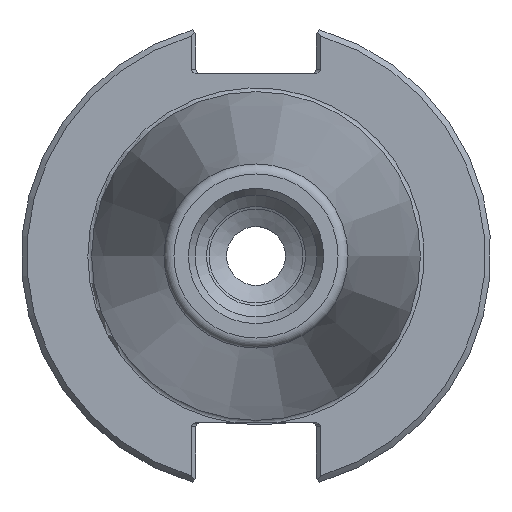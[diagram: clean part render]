
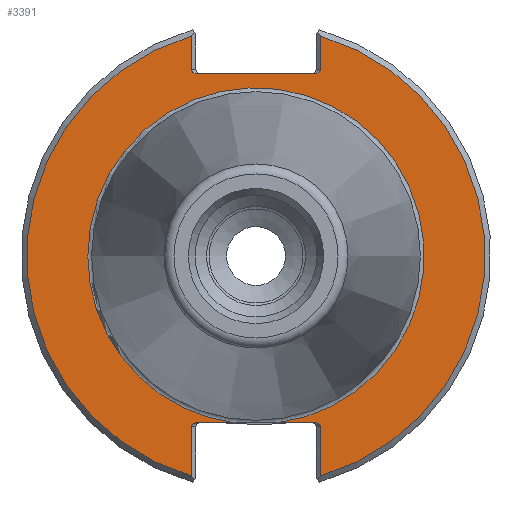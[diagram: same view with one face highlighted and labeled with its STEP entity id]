
A CAD part, left-side view. The second image highlights one B-rep face of the part: STEP entity #3391.
In plain terms, the highlighted planar face has unit normal (-1, 0, 0).
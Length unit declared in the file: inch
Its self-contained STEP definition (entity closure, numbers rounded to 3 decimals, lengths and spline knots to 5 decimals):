
#2449=CARTESIAN_POINT('',(0.125,0.345,0.992));
#2450=VERTEX_POINT('',#2449);
#2457=CARTESIAN_POINT('',(0.125,0.31672,0.972));
#2458=VERTEX_POINT('',#2457);
#2459=CARTESIAN_POINT('',(0.125,0.31672,0.992));
#2460=DIRECTION('',(-1.0,0.0,0.0));
#2461=DIRECTION('',(0.0,1.0,0.0));
#2462=AXIS2_PLACEMENT_3D('',#2459,#2460,#2461);
#2463=ELLIPSE('',#2462,0.02828,0.02);
#2464=EDGE_CURVE('',#2450,#2458,#2463,.T.);
#2549=CARTESIAN_POINT('',(0.125,0.345,1.1702));
#2550=VERTEX_POINT('',#2549);
#2557=CARTESIAN_POINT('',(0.125,0.345,1.1702));
#2558=DIRECTION('',(0.0,0.0,-1.0));
#2559=VECTOR('',#2558,0.1782);
#2560=LINE('',#2557,#2559);
#2561=EDGE_CURVE('',#2550,#2450,#2560,.T.);
#2661=CARTESIAN_POINT('',(0.125,-0.31672,0.972));
#2662=VERTEX_POINT('',#2661);
#2669=CARTESIAN_POINT('',(0.125,-0.345,0.992));
#2670=VERTEX_POINT('',#2669);
#2671=CARTESIAN_POINT('',(0.125,-0.31672,0.992));
#2672=DIRECTION('',(-1.0,0.0,0.0));
#2673=DIRECTION('',(0.0,-1.0,0.0));
#2674=AXIS2_PLACEMENT_3D('',#2671,#2672,#2673);
#2675=ELLIPSE('',#2674,0.02828,0.02);
#2676=EDGE_CURVE('',#2662,#2670,#2675,.T.);
#2726=CARTESIAN_POINT('',(0.125,-0.345,1.1702));
#2727=VERTEX_POINT('',#2726);
#2728=CARTESIAN_POINT('',(0.125,-0.345,0.992));
#2729=DIRECTION('',(0.0,0.0,1.0));
#2730=VECTOR('',#2729,0.1782);
#2731=LINE('',#2728,#2730);
#2732=EDGE_CURVE('',#2670,#2727,#2731,.T.);
#2750=CARTESIAN_POINT('',(0.125,-0.345,-0.908));
#2751=VERTEX_POINT('',#2750);
#2752=CARTESIAN_POINT('',(0.125,-0.31672,-0.888));
#2753=VERTEX_POINT('',#2752);
#2754=CARTESIAN_POINT('',(0.125,-0.31672,-0.908));
#2755=DIRECTION('',(-1.0,0.0,0.0));
#2756=DIRECTION('',(0.0,-1.0,0.0));
#2757=AXIS2_PLACEMENT_3D('',#2754,#2755,#2756);
#2758=ELLIPSE('',#2757,0.02828,0.02);
#2759=EDGE_CURVE('',#2751,#2753,#2758,.T.);
#2857=CARTESIAN_POINT('',(0.125,-0.345,-1.1702));
#2858=VERTEX_POINT('',#2857);
#2865=CARTESIAN_POINT('',(0.125,-0.345,-1.1702));
#2866=DIRECTION('',(0.0,0.0,1.0));
#2867=VECTOR('',#2866,0.2622);
#2868=LINE('',#2865,#2867);
#2869=EDGE_CURVE('',#2858,#2751,#2868,.T.);
#2969=CARTESIAN_POINT('',(0.125,0.31672,-0.888));
#2970=VERTEX_POINT('',#2969);
#2977=CARTESIAN_POINT('',(0.125,0.345,-0.908));
#2978=VERTEX_POINT('',#2977);
#2979=CARTESIAN_POINT('',(0.125,0.31672,-0.908));
#2980=DIRECTION('',(-1.0,0.0,0.0));
#2981=DIRECTION('',(0.0,1.0,0.0));
#2982=AXIS2_PLACEMENT_3D('',#2979,#2980,#2981);
#2983=ELLIPSE('',#2982,0.02828,0.02);
#2984=EDGE_CURVE('',#2970,#2978,#2983,.T.);
#3034=CARTESIAN_POINT('',(0.125,0.345,-1.1702));
#3035=VERTEX_POINT('',#3034);
#3036=CARTESIAN_POINT('',(0.125,0.345,-0.908));
#3037=DIRECTION('',(0.0,0.0,-1.0));
#3038=VECTOR('',#3037,0.2622);
#3039=LINE('',#3036,#3038);
#3040=EDGE_CURVE('',#2978,#3035,#3039,.T.);
#3107=CARTESIAN_POINT('',(0.125,0.31672,0.972));
#3108=DIRECTION('',(0.0,-1.0,0.0));
#3109=VECTOR('',#3108,0.63343);
#3110=LINE('',#3107,#3109);
#3111=EDGE_CURVE('',#2458,#2662,#3110,.T.);
#3309=CARTESIAN_POINT('',(0.125,-0.11172,-0.888));
#3310=VERTEX_POINT('',#3309);
#3311=CARTESIAN_POINT('',(0.125,0.11172,-0.888));
#3312=VERTEX_POINT('',#3311);
#3327=CARTESIAN_POINT('',(0.125,0.,0.0));
#3328=DIRECTION('',(-1.0,0.0,0.0));
#3329=DIRECTION('',(0.0,-1.0,0.0));
#3330=AXIS2_PLACEMENT_3D('',#3327,#3328,#3329);
#3331=CIRCLE('',#3330,0.895);
#3332=EDGE_CURVE('',#3310,#3312,#3331,.T.);
#3348=CARTESIAN_POINT('',(0.125,1.0625,0.0));
#3349=DIRECTION('',(-1.0,0.0,0.0));
#3350=DIRECTION('',(0.0,0.0,1.0));
#3351=AXIS2_PLACEMENT_3D('',#3348,#3349,#3350);
#3352=PLANE('',#3351);
#3353=ORIENTED_EDGE('',*,*,#3332,.F.);
#3354=CARTESIAN_POINT('',(0.125,-0.31672,-0.888));
#3355=DIRECTION('',(0.0,1.0,0.0));
#3356=VECTOR('',#3355,0.205);
#3357=LINE('',#3354,#3356);
#3358=EDGE_CURVE('',#2753,#3310,#3357,.T.);
#3359=ORIENTED_EDGE('',*,*,#3358,.F.);
#3360=ORIENTED_EDGE('',*,*,#2759,.F.);
#3361=ORIENTED_EDGE('',*,*,#2869,.F.);
#3362=CARTESIAN_POINT('',(0.125,0.,0.0));
#3363=DIRECTION('',(1.0,0.0,0.0));
#3364=DIRECTION('',(0.0,-1.0,0.0));
#3365=AXIS2_PLACEMENT_3D('',#3362,#3363,#3364);
#3366=CIRCLE('',#3365,1.22);
#3367=EDGE_CURVE('',#2727,#2858,#3366,.T.);
#3368=ORIENTED_EDGE('',*,*,#3367,.F.);
#3369=ORIENTED_EDGE('',*,*,#2732,.F.);
#3370=ORIENTED_EDGE('',*,*,#2676,.F.);
#3371=ORIENTED_EDGE('',*,*,#3111,.F.);
#3372=ORIENTED_EDGE('',*,*,#2464,.F.);
#3373=ORIENTED_EDGE('',*,*,#2561,.F.);
#3374=CARTESIAN_POINT('',(0.125,0.,0.0));
#3375=DIRECTION('',(1.0,0.0,0.0));
#3376=DIRECTION('',(0.0,1.0,0.0));
#3377=AXIS2_PLACEMENT_3D('',#3374,#3375,#3376);
#3378=CIRCLE('',#3377,1.22);
#3379=EDGE_CURVE('',#3035,#2550,#3378,.T.);
#3380=ORIENTED_EDGE('',*,*,#3379,.F.);
#3381=ORIENTED_EDGE('',*,*,#3040,.F.);
#3382=ORIENTED_EDGE('',*,*,#2984,.F.);
#3383=CARTESIAN_POINT('',(0.125,0.11172,-0.888));
#3384=DIRECTION('',(0.0,1.0,0.0));
#3385=VECTOR('',#3384,0.205);
#3386=LINE('',#3383,#3385);
#3387=EDGE_CURVE('',#3312,#2970,#3386,.T.);
#3388=ORIENTED_EDGE('',*,*,#3387,.F.);
#3389=EDGE_LOOP('',(#3353,#3359,#3360,#3361,#3368,#3369,#3370,#3371,#3372,#3373,#3380,#3381,#3382,#3388));
#3390=FACE_OUTER_BOUND('',#3389,.T.);
#3391=ADVANCED_FACE('',(#3390),#3352,.T.);
